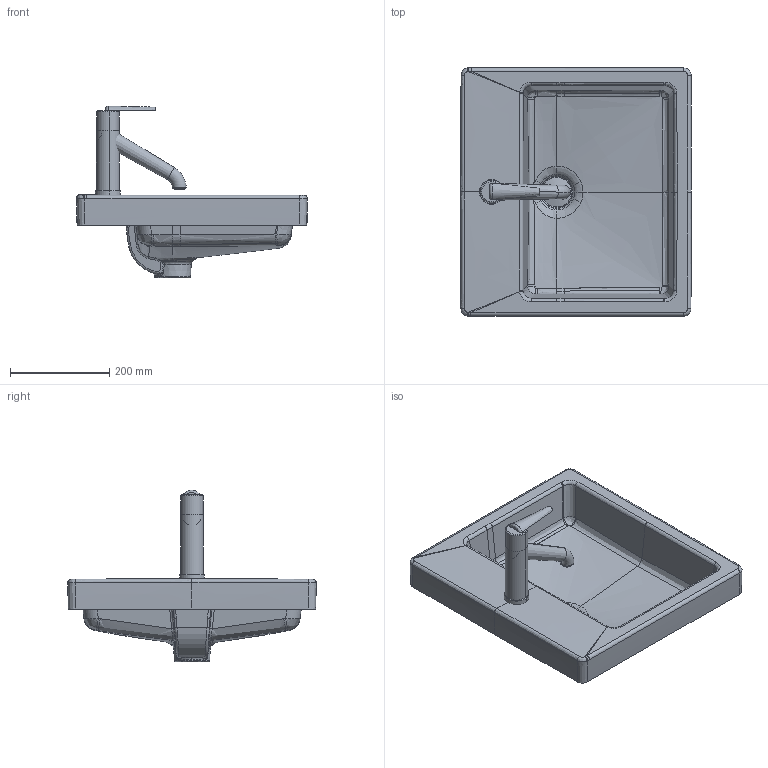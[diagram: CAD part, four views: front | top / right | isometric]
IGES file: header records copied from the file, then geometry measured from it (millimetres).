
Global section: file name: No Iges File Name specified; native system: Autodesk Inventor 2011; preprocessor: AutoDesk Inventor Iges Exporter R2011; author: Administrator; date: 20141021.212511; units: millimetre
Bounding box: 464.88 x 500.05 x 345.58 mm (x, y, z)
Volume: 7807831.8 mm3; surface area: 855334 mm2
Topology: 7 solids, 7 shells, 478 faces, 1148 edges, 681 vertices
Faces by surface type: bspline 295, plane 77, revolution 52, cylinder 33, torus 12, cone 9
